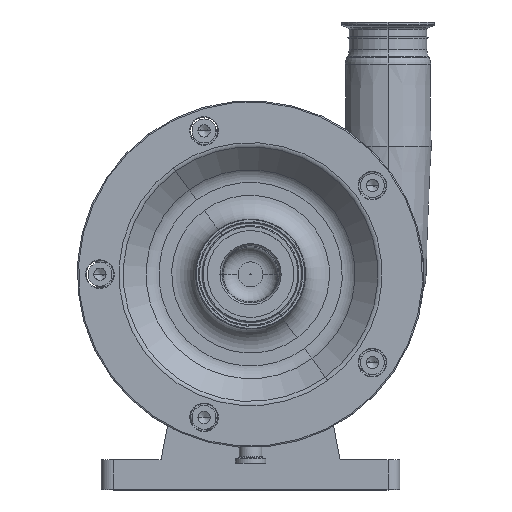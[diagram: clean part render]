
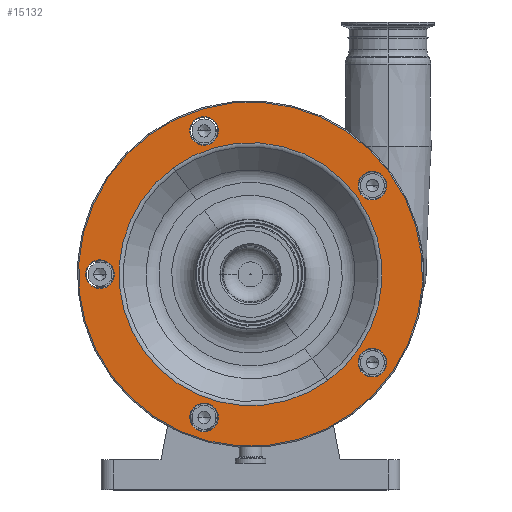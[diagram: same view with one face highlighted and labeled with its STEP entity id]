
A CAD part, top view. The second image highlights one B-rep face of the part: STEP entity #15132.
In plain terms, the highlighted planar face has unit normal (0, 0, 1).
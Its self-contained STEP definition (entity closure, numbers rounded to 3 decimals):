
#194 = AXIS2_PLACEMENT_3D ( 'NONE', #17049, #6582, #4929 ) ;
#241 = CARTESIAN_POINT ( 'NONE',  ( 101.936, 254.061, 220. ) ) ;
#325 = VERTEX_POINT ( 'NONE', #18426 ) ;
#326 = ORIENTED_EDGE ( 'NONE', *, *, #14527, .T. ) ;
#405 = DIRECTION ( 'NONE',  ( 0.588, -0.809, 0. ) ) ;
#447 = DIRECTION ( 'NONE',  ( 0.588, -0.809, 0. ) ) ;
#564 = CARTESIAN_POINT ( 'NONE',  ( 0., 180., 220. ) ) ;
#659 = CIRCLE ( 'NONE', #9328, 12. ) ;
#674 = DIRECTION ( 'NONE',  ( -0.588, 0.809, 0. ) ) ;
#821 = DIRECTION ( 'NONE',  ( 0., 0., 1. ) ) ;
#828 = CIRCLE ( 'NONE', #194, 12. ) ;
#1406 = VERTEX_POINT ( 'NONE', #18675 ) ;
#1798 = EDGE_CURVE ( 'NONE', #2953, #2896, #659, .T. ) ;
#2114 = VERTEX_POINT ( 'NONE', #14794 ) ;
#2281 = CIRCLE ( 'NONE', #6621, 12. ) ;
#2348 = DIRECTION ( 'NONE',  ( 0.588, -0.809, 0. ) ) ;
#2510 = AXIS2_PLACEMENT_3D ( 'NONE', #4805, #9091, #15169 ) ;
#2578 = AXIS2_PLACEMENT_3D ( 'NONE', #8177, #14255, #2348 ) ;
#2614 = ORIENTED_EDGE ( 'NONE', *, *, #10387, .F. ) ;
#2896 = VERTEX_POINT ( 'NONE', #19174 ) ;
#2953 = VERTEX_POINT ( 'NONE', #16852 ) ;
#2982 = EDGE_CURVE ( 'NONE', #12330, #5676, #17518, .T. ) ;
#3010 = CARTESIAN_POINT ( 'NONE',  ( -38.936, 60.167, 220. ) ) ;
#3022 = EDGE_CURVE ( 'NONE', #2896, #2953, #828, .T. ) ;
#3275 = AXIS2_PLACEMENT_3D ( 'NONE', #564, #13755, #10942 ) ;
#3488 = FACE_BOUND ( 'NONE', #13182, .T. ) ;
#3534 = DIRECTION ( 'NONE',  ( 0.588, -0.809, 0. ) ) ;
#3730 = ORIENTED_EDGE ( 'NONE', *, *, #17807, .F. ) ;
#4048 = DIRECTION ( 'NONE',  ( 0., 0., 1. ) ) ;
#4233 = CARTESIAN_POINT ( 'NONE',  ( 0., 180., 220. ) ) ;
#4328 = CARTESIAN_POINT ( 'NONE',  ( -38.936, 60.167, 220. ) ) ;
#4805 = CARTESIAN_POINT ( 'NONE',  ( 101.936, 105.939, 220. ) ) ;
#4887 = CARTESIAN_POINT ( 'NONE',  ( 108.99, 244.353, 220. ) ) ;
#4923 = CARTESIAN_POINT ( 'NONE',  ( -133.053, 189.708, 220. ) ) ;
#4929 = DIRECTION ( 'NONE',  ( 0.588, -0.809, 0. ) ) ;
#5035 = FACE_BOUND ( 'NONE', #10167, .T. ) ;
#5059 = ORIENTED_EDGE ( 'NONE', *, *, #14078, .F. ) ;
#5177 = VERTEX_POINT ( 'NONE', #7901 ) ;
#5514 = ORIENTED_EDGE ( 'NONE', *, *, #7535, .F. ) ;
#5530 = CIRCLE ( 'NONE', #10160, 144. ) ;
#5537 = EDGE_CURVE ( 'NONE', #17490, #11545, #9386, .T. ) ;
#5676 = VERTEX_POINT ( 'NONE', #11105 ) ;
#5771 = CARTESIAN_POINT ( 'NONE',  ( -118.947, 170.292, 220. ) ) ;
#5898 = CIRCLE ( 'NONE', #2510, 12. ) ;
#6316 = EDGE_CURVE ( 'NONE', #325, #2114, #9827, .T. ) ;
#6346 = DIRECTION ( 'NONE',  ( 0.588, -0.809, 0. ) ) ;
#6376 = VERTEX_POINT ( 'NONE', #7090 ) ;
#6472 = AXIS2_PLACEMENT_3D ( 'NONE', #16686, #18138, #405 ) ;
#6582 = DIRECTION ( 'NONE',  ( 0., 0., 1. ) ) ;
#6621 = AXIS2_PLACEMENT_3D ( 'NONE', #15569, #18378, #11023 ) ;
#7009 = CARTESIAN_POINT ( 'NONE',  ( 64.698, 90.951, 220. ) ) ;
#7090 = CARTESIAN_POINT ( 'NONE',  ( 108.99, 96.231, 220. ) ) ;
#7422 = AXIS2_PLACEMENT_3D ( 'NONE', #4328, #4048, #14321 ) ;
#7468 = DIRECTION ( 'NONE',  ( 0., 0., 1. ) ) ;
#7535 = EDGE_CURVE ( 'NONE', #11634, #5177, #15231, .T. ) ;
#7551 = DIRECTION ( 'NONE',  ( 0., 0., 1. ) ) ;
#7673 = CIRCLE ( 'NONE', #15999, 12. ) ;
#7765 = FACE_OUTER_BOUND ( 'NONE', #16450, .T. ) ;
#7839 = VERTEX_POINT ( 'NONE', #18490 ) ;
#7901 = CARTESIAN_POINT ( 'NONE',  ( 94.883, 263.769, 220. ) ) ;
#7960 = PLANE ( 'NONE',  #13891 ) ;
#7979 = VERTEX_POINT ( 'NONE', #11512 ) ;
#7998 = ORIENTED_EDGE ( 'NONE', *, *, #16003, .F. ) ;
#8177 = CARTESIAN_POINT ( 'NONE',  ( -126., 180., 220. ) ) ;
#8464 = CARTESIAN_POINT ( 'NONE',  ( -38.936, 299.833, 220. ) ) ;
#8618 = DIRECTION ( 'NONE',  ( 0., 0., 1. ) ) ;
#8638 = ORIENTED_EDGE ( 'NONE', *, *, #3022, .F. ) ;
#8896 = DIRECTION ( 'NONE',  ( 0.588, -0.809, 0. ) ) ;
#9091 = DIRECTION ( 'NONE',  ( 0., 0., 1. ) ) ;
#9219 = FACE_BOUND ( 'NONE', #19131, .T. ) ;
#9229 = CIRCLE ( 'NONE', #13550, 144. ) ;
#9328 = AXIS2_PLACEMENT_3D ( 'NONE', #8464, #14254, #13175 ) ;
#9386 = CIRCLE ( 'NONE', #2578, 12. ) ;
#9737 = CARTESIAN_POINT ( 'NONE',  ( 0., 180., 220. ) ) ;
#9827 = CIRCLE ( 'NONE', #17254, 12. ) ;
#10160 = AXIS2_PLACEMENT_3D ( 'NONE', #10948, #18402, #15398 ) ;
#10167 = EDGE_LOOP ( 'NONE', ( #16228, #7998 ) ) ;
#10387 = EDGE_CURVE ( 'NONE', #11545, #17490, #2281, .T. ) ;
#10756 = FACE_BOUND ( 'NONE', #17914, .T. ) ;
#10942 = DIRECTION ( 'NONE',  ( 0.588, -0.809, 0. ) ) ;
#10948 = CARTESIAN_POINT ( 'NONE',  ( 0., 180., 220. ) ) ;
#11023 = DIRECTION ( 'NONE',  ( 0.588, -0.809, 0. ) ) ;
#11105 = CARTESIAN_POINT ( 'NONE',  ( -64.698, 269.049, 220. ) ) ;
#11123 = ORIENTED_EDGE ( 'NONE', *, *, #15151, .T. ) ;
#11150 = ORIENTED_EDGE ( 'NONE', *, *, #2982, .F. ) ;
#11512 = CARTESIAN_POINT ( 'NONE',  ( 94.883, 115.647, 220. ) ) ;
#11545 = VERTEX_POINT ( 'NONE', #5771 ) ;
#11634 = VERTEX_POINT ( 'NONE', #4887 ) ;
#11908 = DIRECTION ( 'NONE',  ( 0.588, -0.809, 0. ) ) ;
#12282 = CIRCLE ( 'NONE', #19099, 110.071 ) ;
#12330 = VERTEX_POINT ( 'NONE', #7009 ) ;
#12486 = CARTESIAN_POINT ( 'NONE',  ( 116.498, 264.641, 220. ) ) ;
#12646 = CIRCLE ( 'NONE', #6472, 12. ) ;
#12673 = ORIENTED_EDGE ( 'NONE', *, *, #6316, .F. ) ;
#13175 = DIRECTION ( 'NONE',  ( 0.588, -0.809, 0. ) ) ;
#13182 = EDGE_LOOP ( 'NONE', ( #13229, #8638 ) ) ;
#13229 = ORIENTED_EDGE ( 'NONE', *, *, #1798, .F. ) ;
#13550 = AXIS2_PLACEMENT_3D ( 'NONE', #9737, #821, #3534 ) ;
#13736 = CARTESIAN_POINT ( 'NONE',  ( 101.936, 254.061, 220. ) ) ;
#13755 = DIRECTION ( 'NONE',  ( 0., 0., 1. ) ) ;
#13855 = EDGE_CURVE ( 'NONE', #5676, #12330, #12282, .T. ) ;
#13879 = EDGE_LOOP ( 'NONE', ( #11150, #14591 ) ) ;
#13891 = AXIS2_PLACEMENT_3D ( 'NONE', #12486, #18200, #674 ) ;
#13962 = FACE_BOUND ( 'NONE', #17176, .T. ) ;
#14078 = EDGE_CURVE ( 'NONE', #5177, #11634, #7673, .T. ) ;
#14254 = DIRECTION ( 'NONE',  ( 0., 0., 1. ) ) ;
#14255 = DIRECTION ( 'NONE',  ( 0., 0., 1. ) ) ;
#14321 = DIRECTION ( 'NONE',  ( 0.588, -0.809, 0. ) ) ;
#14527 = EDGE_CURVE ( 'NONE', #1406, #7839, #9229, .T. ) ;
#14591 = ORIENTED_EDGE ( 'NONE', *, *, #13855, .F. ) ;
#14794 = CARTESIAN_POINT ( 'NONE',  ( -31.883, 50.459, 220. ) ) ;
#15132 = ADVANCED_FACE ( 'NONE', ( #5035, #13962, #9219, #10756, #16663, #7765, #3488 ), #7960, .F. ) ;
#15151 = EDGE_CURVE ( 'NONE', #7839, #1406, #5530, .T. ) ;
#15169 = DIRECTION ( 'NONE',  ( 0.588, -0.809, 0. ) ) ;
#15231 = CIRCLE ( 'NONE', #15849, 12. ) ;
#15266 = DIRECTION ( 'NONE',  ( 0., 0., 1. ) ) ;
#15398 = DIRECTION ( 'NONE',  ( 0.588, -0.809, 0. ) ) ;
#15569 = CARTESIAN_POINT ( 'NONE',  ( -126., 180., 220. ) ) ;
#15757 = CIRCLE ( 'NONE', #7422, 12. ) ;
#15849 = AXIS2_PLACEMENT_3D ( 'NONE', #13736, #7551, #447 ) ;
#15999 = AXIS2_PLACEMENT_3D ( 'NONE', #241, #15266, #6346 ) ;
#16003 = EDGE_CURVE ( 'NONE', #7979, #6376, #12646, .T. ) ;
#16228 = ORIENTED_EDGE ( 'NONE', *, *, #17911, .F. ) ;
#16450 = EDGE_LOOP ( 'NONE', ( #11123, #326 ) ) ;
#16663 = FACE_BOUND ( 'NONE', #13879, .T. ) ;
#16686 = CARTESIAN_POINT ( 'NONE',  ( 101.936, 105.939, 220. ) ) ;
#16852 = CARTESIAN_POINT ( 'NONE',  ( -31.883, 290.125, 220. ) ) ;
#17049 = CARTESIAN_POINT ( 'NONE',  ( -38.936, 299.833, 220. ) ) ;
#17176 = EDGE_LOOP ( 'NONE', ( #3730, #12673 ) ) ;
#17254 = AXIS2_PLACEMENT_3D ( 'NONE', #3010, #7468, #11908 ) ;
#17326 = ORIENTED_EDGE ( 'NONE', *, *, #5537, .F. ) ;
#17490 = VERTEX_POINT ( 'NONE', #4923 ) ;
#17518 = CIRCLE ( 'NONE', #3275, 110.071 ) ;
#17807 = EDGE_CURVE ( 'NONE', #2114, #325, #15757, .T. ) ;
#17911 = EDGE_CURVE ( 'NONE', #6376, #7979, #5898, .T. ) ;
#17914 = EDGE_LOOP ( 'NONE', ( #5514, #5059 ) ) ;
#18138 = DIRECTION ( 'NONE',  ( 0., 0., 1. ) ) ;
#18200 = DIRECTION ( 'NONE',  ( 0., 0., -1. ) ) ;
#18378 = DIRECTION ( 'NONE',  ( 0., 0., 1. ) ) ;
#18402 = DIRECTION ( 'NONE',  ( 0., 0., 1. ) ) ;
#18426 = CARTESIAN_POINT ( 'NONE',  ( -45.99, 69.875, 220. ) ) ;
#18490 = CARTESIAN_POINT ( 'NONE',  ( 84.641, 63.502, 220. ) ) ;
#18675 = CARTESIAN_POINT ( 'NONE',  ( -84.641, 296.498, 220. ) ) ;
#19099 = AXIS2_PLACEMENT_3D ( 'NONE', #4233, #8618, #8896 ) ;
#19131 = EDGE_LOOP ( 'NONE', ( #2614, #17326 ) ) ;
#19174 = CARTESIAN_POINT ( 'NONE',  ( -45.99, 309.541, 220. ) ) ;
